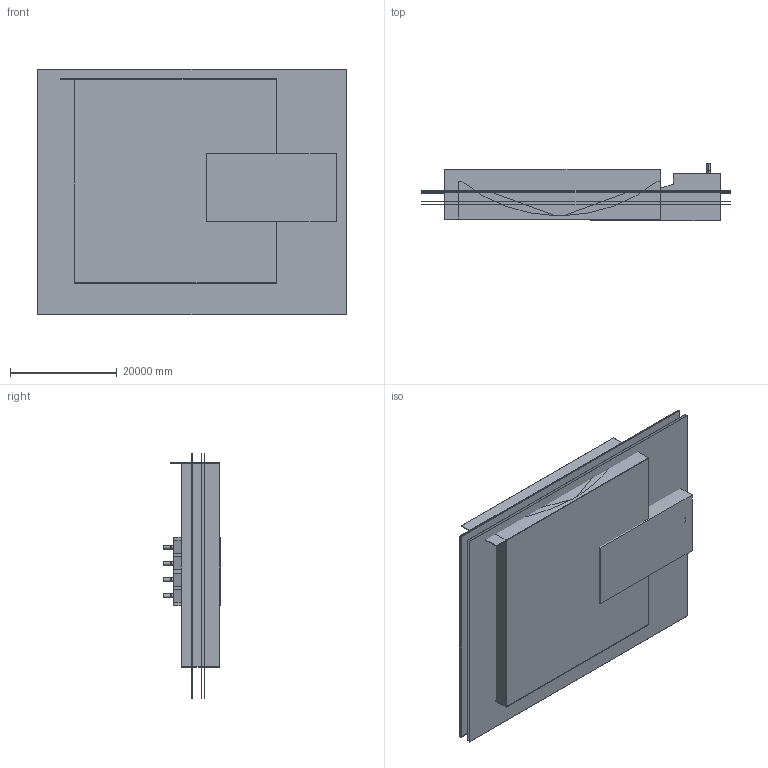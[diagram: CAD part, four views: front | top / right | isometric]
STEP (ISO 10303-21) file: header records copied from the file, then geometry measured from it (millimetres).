
FILE_DESCRIPTION((''),'2;1');
FILE_NAME('CFD_ASM','2022-12-08T22:26:18',('MGoldbach'),(''),'CREO PARAMETRIC BY PTC INC, 2022014','CREO PARAMETRIC BY PTC INC, 2022014','');
FILE_SCHEMA(('CONFIG_CONTROL_DESIGN'));
Length unit declared in the file: inch
Products named in the file (41): WETWELL; PUMP_BAY_WALLS; STOP_LOG_SUPPORT; BARSCREEN; PUMP_1; OUTLET_1; RAVD_1; SWIRLMETER_1; SUCTION_1; PUMP_1_ASM; PUMP_2; OUTLET_2; RAVD_2; SWIRLMETER_2; SUCTION_2; PUMP_2_ASM; PUMP_3; OUTLET_3; RAVD_3; SWIRLMETER_3; SUCTION_3; PUMP_3_ASM; PUMP_4; OUTLET_4; RAVD_4; SWIRLMETER_4; SUCTION_4; PUMP_4_ASM; RIVER; WATER_SURF_8_25FT; WATER_SURF_9FT; WATER_SURF_1FT; WATER_SURF_2_87FT; INLET; OUTLET_0; RIVER_OUTLET_AREA; SUCTION_REFINEMENT_1; SUCTION_REFINEMENT_2; SUCTION_REFINEMENT_3; SUCTION_REFINEMENT_4 ...
Assembly tree (40 placements, depth 3):
  CFD_ASM
    WETWELL
    PUMP_BAY_WALLS
    STOP_LOG_SUPPORT
    BARSCREEN
    PUMP_1_ASM
      PUMP_1
      OUTLET_1
      RAVD_1
      SWIRLMETER_1
      SUCTION_1
    PUMP_2_ASM
      PUMP_2
      OUTLET_2
      RAVD_2
      SWIRLMETER_2
      SUCTION_2
    PUMP_3_ASM
      PUMP_3
      OUTLET_3
      RAVD_3
      SWIRLMETER_3
      SUCTION_3
    PUMP_4_ASM
      PUMP_4
      OUTLET_4
      RAVD_4
      SWIRLMETER_4
      SUCTION_4
    RIVER
    WATER_SURF_8_25FT
    WATER_SURF_9FT
    WATER_SURF_1FT
    WATER_SURF_2_87FT
    INLET
    OUTLET_0
    RIVER_OUTLET_AREA
    SUCTION_REFINEMENT_1
    SUCTION_REFINEMENT_2
    SUCTION_REFINEMENT_3
    SUCTION_REFINEMENT_4
Bounding box: 57948.8 x 10820.4 x 46053.18 mm (x, y, z)
Volume: 5132685676095.4 mm3; surface area: 28935810681.4 mm2
Topology: 32 solids, 45 shells, 376 faces, 917 edges, 618 vertices
Faces by surface type: plane 308, cylinder 60, revolution 8
Entity records: 12160 total; most frequent: CARTESIAN_POINT 2124, DIRECTION 2009, ORIENTED_EDGE 1806, EDGE_CURVE 917, VECTOR 755, LINE 755, AXIS2_PLACEMENT_3D 623, VERTEX_POINT 618
